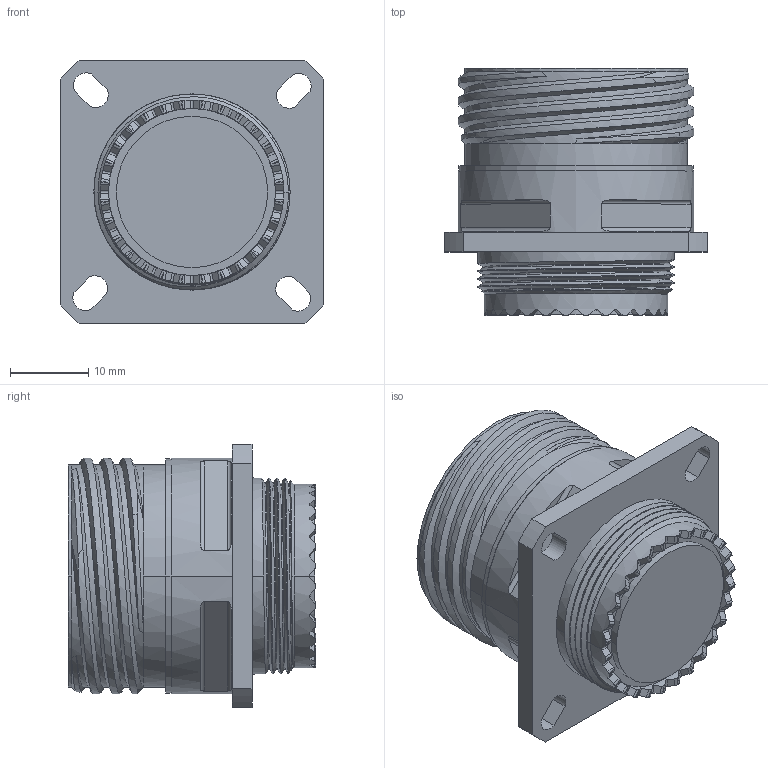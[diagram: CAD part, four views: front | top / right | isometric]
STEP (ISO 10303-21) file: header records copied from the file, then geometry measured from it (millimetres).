
FILE_DESCRIPTION((''),'2;1');
FILE_NAME('8D-07-17-20','2009-07-02T',('NizamudheenKC'),('FCI INTERCONNECT'),'PRO/ENGINEER BY PARAMETRIC TECHNOLOGY CORPORATION, 2005310','PRO/ENGINEER BY PARAMETRIC TECHNOLOGY CORPORATION, 2005310','');
FILE_SCHEMA(('CONFIG_CONTROL_DESIGN'));
Length unit declared in the file: millimetre
Products named in the file (1): 8D-07-17-20
Bounding box: 33.6 x 31.5 x 33.6 mm (x, y, z)
Volume: 19150.3 mm3; surface area: 5989.9 mm2
Topology: 1 solids, 1 shells, 281 faces, 791 edges, 522 vertices
Faces by surface type: cylinder 131, plane 120, bspline 21, cone 8, extrusion 1
Entity records: 12756 total; most frequent: CARTESIAN_POINT 6186, ORIENTED_EDGE 1582, DIRECTION 1025, EDGE_CURVE 791, VERTEX_POINT 522, B_SPLINE_CURVE_WITH_KNOTS 400, AXIS2_PLACEMENT_3D 373, EDGE_LOOP 299
